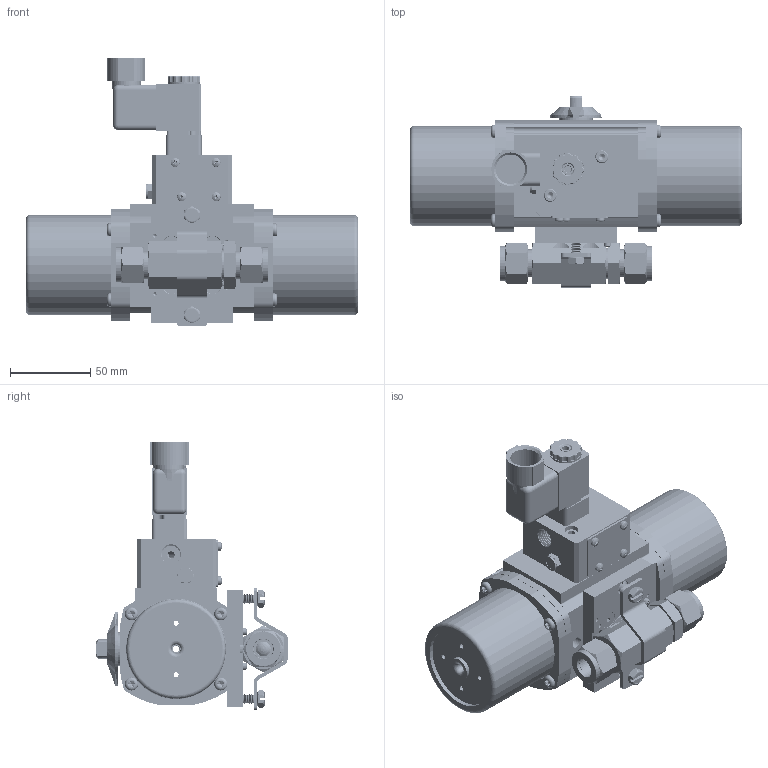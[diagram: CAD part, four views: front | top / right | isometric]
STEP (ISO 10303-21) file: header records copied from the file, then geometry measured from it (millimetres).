
FILE_DESCRIPTION (( 'STEP AP203' ), '1' );
FILE_NAME ('8204XXC8A512SR3GPDC.step', '2018-04-20T12:12:37', ( '' ), ( '' ), 'SwSTEP 2.0', 'SolidWorks 2017', '' );
FILE_SCHEMA (( 'CONFIG_CONTROL_DESIGN' ));
Length unit declared in the file: inch
Products named in the file (1): 8204XXC8A512SR3GPDC
Bounding box: 206.38 x 118.74 x 166.89 mm (x, y, z)
Volume: 555186.4 mm3; surface area: 249272.1 mm2
Topology: 70 solids, 70 shells, 5077 faces, 13218 edges, 8287 vertices
Faces by surface type: cylinder 2549, cone 1341, plane 853, torus 181, bspline 135, sphere 18
Entity records: 194006 total; most frequent: CARTESIAN_POINT 74511, ORIENTED_EDGE 26116, DIRECTION 25027, EDGE_CURVE 13058, AXIS2_PLACEMENT_3D 10026, VERTEX_POINT 8283, EDGE_LOOP 5463, CIRCLE 5083
